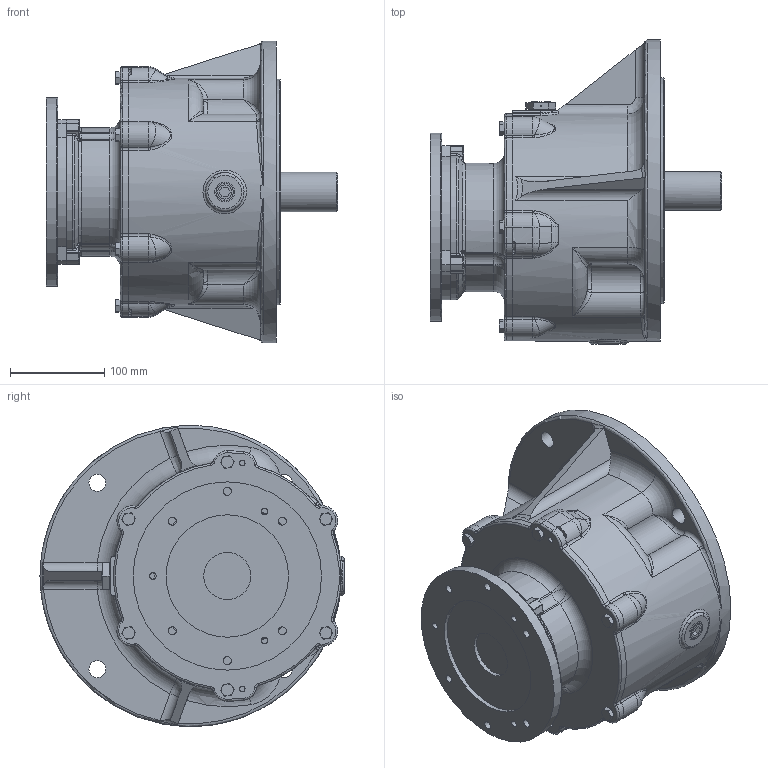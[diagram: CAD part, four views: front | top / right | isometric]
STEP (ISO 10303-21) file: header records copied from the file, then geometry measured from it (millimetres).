
FILE_DESCRIPTION (( 'STEP AP214' ), '1' );
FILE_NAME ('FN_FVI_0.4_R75.stp', '2022-06-23T00:24:27', ( 'Windows 餌辨濠' ), ( '' ), 'SwSTEP 2.0', 'SolidWorks 2021', '' );
FILE_SCHEMA (( 'AUTOMOTIVE_DESIGN' ));
Length unit declared in the file: millimetre
Products named in the file (1): FN_FVI_0.4_R75
Bounding box: 309.5 x 323.05 x 320 mm (x, y, z)
Volume: 10423570.5 mm3; surface area: 601404.2 mm2
Topology: 10 solids, 12 shells, 691 faces, 1672 edges, 1025 vertices
Faces by surface type: cylinder 206, plane 172, torus 120, bspline 94, cone 83, sphere 16
Full cylindrical faces by diameter (mm): 1.5 x1, 6 x3, 6.647 x6, 6.8 x3, 8 x6, 8.5 x6, 9 x6, 9.5 x3, 11.6 x6, 14.95 x1, 18 x5, 26 x1, 42 x1, 45 x1, 49.8 x1, 50 x1, 64 x1, 68 x2, 130 x1, 200 x1, 213 x1, 220 x1, 222 x1, 227 x1, 240 x1, 320 x1
Entity records: 32671 total; most frequent: CARTESIAN_POINT 17702, DIRECTION 3048, ORIENTED_EDGE 2986, EDGE_CURVE 1493, AXIS2_PLACEMENT_3D 1308, VERTEX_POINT 982, EDGE_LOOP 899, FACE_OUTER_BOUND 773
